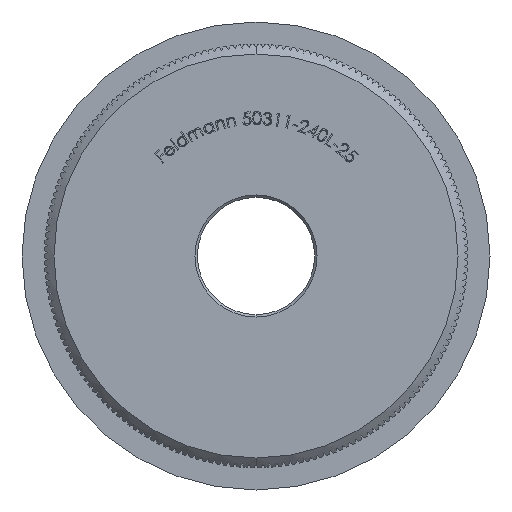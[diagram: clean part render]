
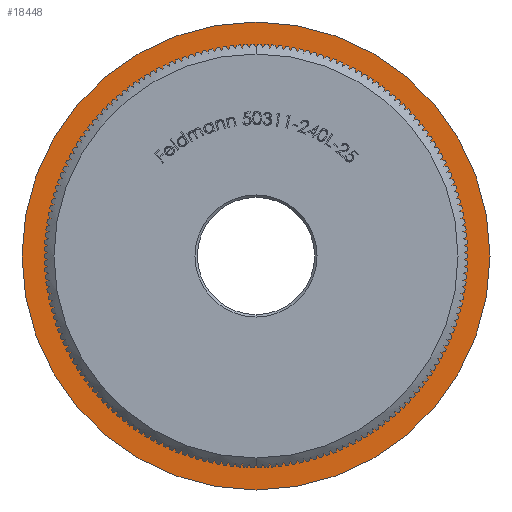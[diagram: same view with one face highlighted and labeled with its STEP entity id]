
A CAD part, front view. The second image highlights one B-rep face of the part: STEP entity #18448.
In plain terms, the highlighted planar face has unit normal (0, -1, 0).
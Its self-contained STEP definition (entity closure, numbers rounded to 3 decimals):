
#2562 = DIRECTION ( 'NONE',  ( 0., -1., 0. ) ) ;
#2820 = VERTEX_POINT ( 'NONE', #20238 ) ;
#3427 = DIRECTION ( 'NONE',  ( 0., 0., -1. ) ) ;
#4754 = CARTESIAN_POINT ( 'NONE',  ( 0., 8., 0. ) ) ;
#5318 = EDGE_CURVE ( 'NONE', #2820, #9533, #12991, .T. ) ;
#5593 = DIRECTION ( 'NONE',  ( 0., 0., -1. ) ) ;
#6360 = FACE_BOUND ( 'NONE', #12336, .T. ) ;
#7170 = EDGE_CURVE ( 'NONE', #11295, #13748, #27094, .T. ) ;
#7470 = EDGE_LOOP ( 'NONE', ( #29153, #21461 ) ) ;
#9036 = AXIS2_PLACEMENT_3D ( 'NONE', #13316, #31907, #29345 ) ;
#9476 = CARTESIAN_POINT ( 'NONE',  ( 0., 8., 24.15 ) ) ;
#9533 = VERTEX_POINT ( 'NONE', #9476 ) ;
#10100 = FACE_OUTER_BOUND ( 'NONE', #7470, .T. ) ;
#10149 = CARTESIAN_POINT ( 'NONE',  ( 0., 8., -21.15 ) ) ;
#11295 = VERTEX_POINT ( 'NONE', #19489 ) ;
#11535 = CARTESIAN_POINT ( 'NONE',  ( 0., 8., 0. ) ) ;
#12336 = EDGE_LOOP ( 'NONE', ( #15713, #30429 ) ) ;
#12758 = DIRECTION ( 'NONE',  ( 0., 0., -1. ) ) ;
#12870 = DIRECTION ( 'NONE',  ( 0., -1., 0. ) ) ;
#12970 = CIRCLE ( 'NONE', #18197, 24.15 ) ;
#12991 = CIRCLE ( 'NONE', #13187, 24.15 ) ;
#13187 = AXIS2_PLACEMENT_3D ( 'NONE', #11535, #30109, #3427 ) ;
#13316 = CARTESIAN_POINT ( 'NONE',  ( 21.15, 8., 0. ) ) ;
#13748 = VERTEX_POINT ( 'NONE', #10149 ) ;
#14403 = EDGE_CURVE ( 'NONE', #13748, #11295, #15663, .T. ) ;
#15663 = CIRCLE ( 'NONE', #28098, 21.15 ) ;
#15713 = ORIENTED_EDGE ( 'NONE', *, *, #14403, .F. ) ;
#18122 = DIRECTION ( 'NONE',  ( 0., -1., 0. ) ) ;
#18131 = CARTESIAN_POINT ( 'NONE',  ( 0., 8., 0. ) ) ;
#18197 = AXIS2_PLACEMENT_3D ( 'NONE', #18131, #12870, #12758 ) ;
#18439 = PLANE ( 'NONE',  #9036 ) ;
#18448 = ADVANCED_FACE ( 'NONE', ( #10100, #6360 ), #18439, .T. ) ;
#19489 = CARTESIAN_POINT ( 'NONE',  ( 0., 8., 21.15 ) ) ;
#20238 = CARTESIAN_POINT ( 'NONE',  ( 0., 8., -24.15 ) ) ;
#20760 = EDGE_CURVE ( 'NONE', #9533, #2820, #12970, .T. ) ;
#21461 = ORIENTED_EDGE ( 'NONE', *, *, #20760, .T. ) ;
#21529 = CARTESIAN_POINT ( 'NONE',  ( 0., 8., 0. ) ) ;
#27094 = CIRCLE ( 'NONE', #30782, 21.15 ) ;
#28098 = AXIS2_PLACEMENT_3D ( 'NONE', #4754, #18122, #28575 ) ;
#28575 = DIRECTION ( 'NONE',  ( 0., 0., -1. ) ) ;
#29153 = ORIENTED_EDGE ( 'NONE', *, *, #5318, .T. ) ;
#29345 = DIRECTION ( 'NONE',  ( 0., 0., -1. ) ) ;
#30109 = DIRECTION ( 'NONE',  ( 0., -1., 0. ) ) ;
#30429 = ORIENTED_EDGE ( 'NONE', *, *, #7170, .F. ) ;
#30782 = AXIS2_PLACEMENT_3D ( 'NONE', #21529, #2562, #5593 ) ;
#31907 = DIRECTION ( 'NONE',  ( 0., -1., 0. ) ) ;
